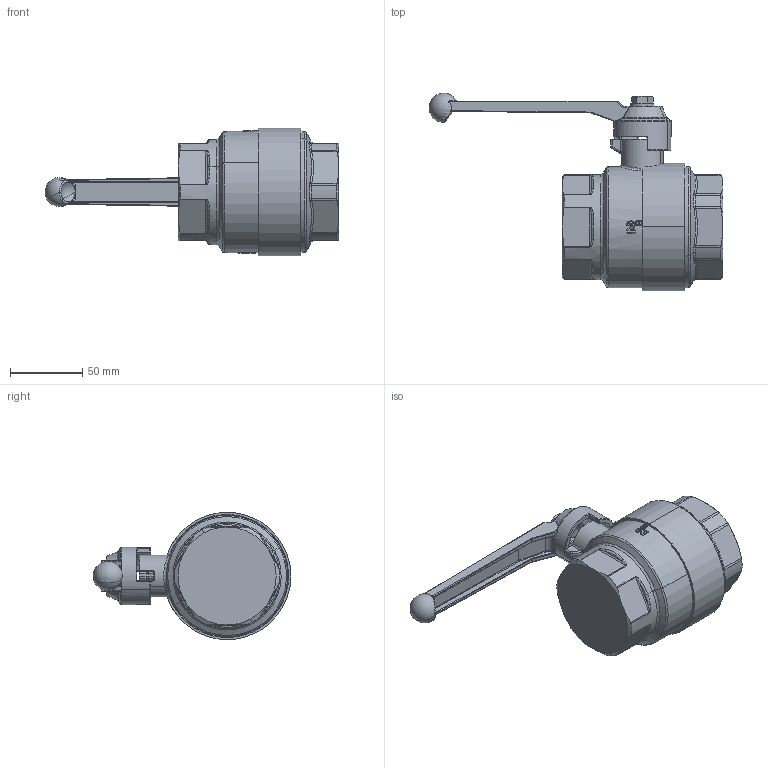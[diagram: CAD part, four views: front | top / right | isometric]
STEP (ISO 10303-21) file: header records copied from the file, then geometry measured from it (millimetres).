
FILE_DESCRIPTION(('CATIA V5 STEP Exchange','CAx-IF Rec.Pracs.--- Model Styling and Organization---1.5--- 2016-08-15','CAx-IF Rec.Pracs.---Supplemental Geometry---1.0---2011-11-01','CAx-IF Rec.Pracs.--- Composite Materials ---3.4---2017-06-13','CAx-IF Rec.Pracs.---Tessellated 3D Geometry---1.0---2015-12-17'),'2;1');
FILE_NAME('STEP_323090_-_TST.stp','2026-03-26T07:49:22+00:00',('none'),('none'),'CATIA Version 5-6 Release 2020 SP5','CATIA V5 STEP AP242 v2','none');
FILE_SCHEMA(('AP242_MANAGED_MODEL_BASED_3D_ENGINEERING_MIM_LF {1 0 10303 442 1 1 4}'));
Products named in the file (1): 323090 - TST
Bounding box: 203.72 x 137.2 x 88.5 mm (x, y, z)
Volume: 595706.3 mm3; surface area: 70855.5 mm2
Topology: 2 solids, 2 shells, 706 faces, 1703 edges, 944 vertices
Faces by surface type: bspline 295, cylinder 153, plane 86, cone 71, torus 63, sphere 38
Entity records: 37135 total; most frequent: CARTESIAN_POINT 24369, ORIENTED_EDGE 3276, EDGE_CURVE 1638, DIRECTION 1399, VERTEX_POINT 944, B_SPLINE_CURVE_WITH_KNOTS 915, AXIS2_PLACEMENT_3D 727, EDGE_LOOP 720
